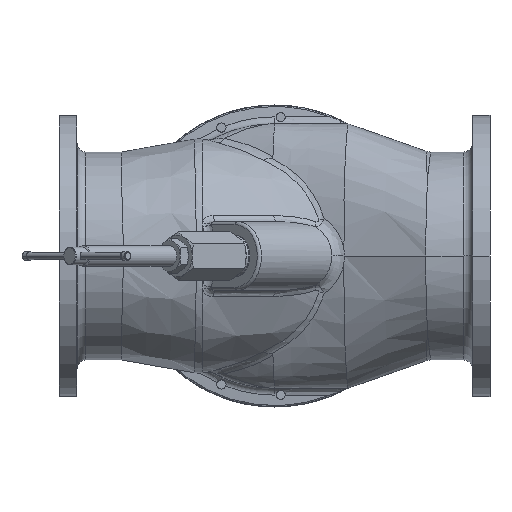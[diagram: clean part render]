
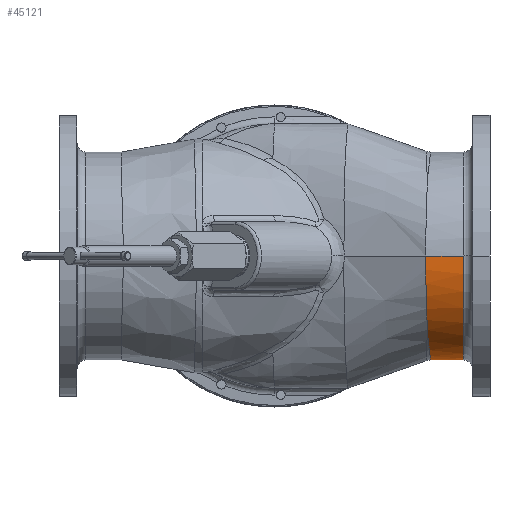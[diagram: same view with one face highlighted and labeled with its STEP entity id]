
A CAD part, front view. The second image highlights one B-rep face of the part: STEP entity #45121.
In plain terms, the highlighted cylindrical face has radius 220.675 mm (diameter 441.35 mm), a partial arc.
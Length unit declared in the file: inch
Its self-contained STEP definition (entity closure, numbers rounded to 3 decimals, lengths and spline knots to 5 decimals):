
#4251=DIRECTION('',(1.,0.,0.));
#4252=VECTOR('',#4251,3.14359);
#4253=CARTESIAN_POINT('',(12.62869,-8.688,0.));
#4254=LINE('',#4253,#4252);
#16551=CARTESIAN_POINT('',(12.62869,-8.688,0.));
#16915=CARTESIAN_POINT('',(12.62869,-8.688,0.));
#16916=CARTESIAN_POINT('',(12.62869,-8.688,-0.07206));
#16917=CARTESIAN_POINT('',(12.62885,-8.68621,
-0.2162));
#16918=CARTESIAN_POINT('',(12.62952,-8.67813,
-0.43246));
#16919=CARTESIAN_POINT('',(12.63058,-8.66467,
-0.64847));
#16920=CARTESIAN_POINT('',(12.63198,-8.64581,
-0.86423));
#16921=CARTESIAN_POINT('',(12.6337,-8.62159,
-1.07946));
#16922=CARTESIAN_POINT('',(12.6357,-8.59199,
-1.29407));
#16923=CARTESIAN_POINT('',(12.63796,-8.55705,
-1.50793));
#16924=CARTESIAN_POINT('',(12.64047,-8.51679,
-1.72082));
#16925=CARTESIAN_POINT('',(12.64321,-8.47122,
-1.93271));
#16926=CARTESIAN_POINT('',(12.64618,-8.4204,
-2.14335));
#16927=CARTESIAN_POINT('',(12.64938,-8.36432,
-2.35268));
#16928=CARTESIAN_POINT('',(12.65284,-8.30306,
-2.56051));
#16929=CARTESIAN_POINT('',(12.65655,-8.23665,
-2.76669));
#16930=CARTESIAN_POINT('',(12.66058,-8.16514,
-2.97112));
#16931=CARTESIAN_POINT('',(12.66494,-8.0886,
-3.17356));
#16932=CARTESIAN_POINT('',(12.66974,-8.00704,
-3.37405));
#16933=CARTESIAN_POINT('',(12.675,-7.92053,
-3.57241));
#16934=CARTESIAN_POINT('',(12.68066,-7.82905,
-3.76867));
#16935=CARTESIAN_POINT('',(12.68663,-7.73268,
-3.96265));
#16936=CARTESIAN_POINT('',(12.69287,-7.63143,
-4.15432));
#16937=CARTESIAN_POINT('',(12.69929,-7.52539,
-4.34344));
#16938=CARTESIAN_POINT('',(12.70581,-7.41464,
-4.52991));
#16939=CARTESIAN_POINT('',(12.71237,-7.29927,
-4.71356));
#16940=CARTESIAN_POINT('',(12.71886,-7.17939,
-4.89422));
#16941=CARTESIAN_POINT('',(12.72516,-7.05509,
-5.07176));
#16942=CARTESIAN_POINT('',(12.73116,-6.92656,
-5.24593));
#16943=CARTESIAN_POINT('',(12.73674,-6.79389,
-5.41663));
#16944=CARTESIAN_POINT('',(12.74176,-6.6572,
-5.58377));
#16945=CARTESIAN_POINT('',(12.74613,-6.51703,
-5.74673));
#16946=CARTESIAN_POINT('',(12.74936,-6.3748,
-5.90407));
#16947=CARTESIAN_POINT('',(12.75198,-6.23137,
-6.05521));
#16948=CARTESIAN_POINT('',(12.74915,-6.13644,
-6.15058));
#16949=CARTESIAN_POINT('',(12.74999,-6.08913,
-6.19708));
#16951=CARTESIAN_POINT('',(15.77228,0.,0.));
#16952=DIRECTION('',(1.,0.,0.));
#16953=DIRECTION('',(0.,-1.,0.));
#16954=AXIS2_PLACEMENT_3D('',#16951,#16952,#16953);
#16956=DIRECTION('',(1.,0.,0.));
#16957=VECTOR('',#16956,2.73398);
#16958=CARTESIAN_POINT('',(13.0383,0.,
-8.688));
#16959=LINE('',#16958,#16957);
#16960=CARTESIAN_POINT('',(12.74999,-6.08913,
-6.19708));
#16961=CARTESIAN_POINT('',(12.75477,-6.0387,
-6.24661));
#16962=CARTESIAN_POINT('',(12.76425,-5.93672,
-6.34443));
#16963=CARTESIAN_POINT('',(12.77829,-5.78041,
-6.48715));
#16964=CARTESIAN_POINT('',(12.79217,-5.62065,
-6.62605));
#16965=CARTESIAN_POINT('',(12.80592,-5.45759,
-6.76099));
#16966=CARTESIAN_POINT('',(12.81956,-5.29132,
-6.89189));
#16967=CARTESIAN_POINT('',(12.8331,-5.12192,
-7.0187));
#16968=CARTESIAN_POINT('',(12.84659,-4.9495,
-7.14134));
#16969=CARTESIAN_POINT('',(12.86001,-4.77416,
-7.25973));
#16970=CARTESIAN_POINT('',(12.87326,-4.59604,
-7.37378));
#16971=CARTESIAN_POINT('',(12.88629,-4.41529,
-7.48341));
#16972=CARTESIAN_POINT('',(12.89901,-4.23205,
-7.58854));
#16973=CARTESIAN_POINT('',(12.91137,-4.04642,
-7.68913));
#16974=CARTESIAN_POINT('',(12.92328,-3.85855,
-7.7851));
#16975=CARTESIAN_POINT('',(12.93469,-3.66853,
-7.87642));
#16976=CARTESIAN_POINT('',(12.94558,-3.47645,
-7.96307));
#16977=CARTESIAN_POINT('',(12.95593,-3.28239,
-8.045));
#16978=CARTESIAN_POINT('',(12.96571,-3.08644,
-8.12219));
#16979=CARTESIAN_POINT('',(12.9749,-2.88873,
-8.19459));
#16980=CARTESIAN_POINT('',(12.98346,-2.68939,
-8.26216));
#16981=CARTESIAN_POINT('',(12.9914,-2.48853,
-8.32486));
#16982=CARTESIAN_POINT('',(12.99872,-2.28621,
-8.38268));
#16983=CARTESIAN_POINT('',(13.00543,-2.0825,
-8.4356));
#16984=CARTESIAN_POINT('',(13.01154,-1.87754,
-8.48357));
#16985=CARTESIAN_POINT('',(13.01705,-1.6715,
-8.52656));
#16986=CARTESIAN_POINT('',(13.02196,-1.46451,
-8.56454));
#16987=CARTESIAN_POINT('',(13.02625,-1.2567,
-8.59749));
#16988=CARTESIAN_POINT('',(13.02992,-1.04822,
-8.62539));
#16989=CARTESIAN_POINT('',(13.03294,-0.83917,-8.64823));
#16990=CARTESIAN_POINT('',(13.03531,-0.62969,
-8.666));
#16991=CARTESIAN_POINT('',(13.03702,-0.41992,
-8.67869));
#16992=CARTESIAN_POINT('',(13.03806,-0.20997,
-8.68631));
#16993=CARTESIAN_POINT('',(13.0383,-0.06998,
-8.688));
#16994=CARTESIAN_POINT('',(13.0383,0.,-8.688));
#24872=VERTEX_POINT('',#16551);
#25014=CARTESIAN_POINT('',(15.77228,-8.688,0.));
#25015=CARTESIAN_POINT('',(15.77228,0.,-8.688));
#25016=VERTEX_POINT('',#25014);
#25017=VERTEX_POINT('',#25015);
#25031=VERTEX_POINT('',#16949);
#25035=CARTESIAN_POINT('',(13.0383,0.,
-8.688));
#25036=VERTEX_POINT('',#25035);
#45107=CARTESIAN_POINT('',(15.547,0.,0.));
#45108=DIRECTION('',(1.,0.,0.));
#45109=DIRECTION('',(0.,-1.,0.));
#45110=AXIS2_PLACEMENT_3D('',#45107,#45108,#45109);
#45111=CYLINDRICAL_SURFACE('',#45110,8.688);
#45112=ORIENTED_EDGE('',*,*,#45095,.F.);
#45113=ORIENTED_EDGE('',*,*,#29189,.T.);
#45115=ORIENTED_EDGE('',*,*,#45114,.T.);
#45116=ORIENTED_EDGE('',*,*,#29185,.F.);
#45118=ORIENTED_EDGE('',*,*,#45117,.F.);
#45119=EDGE_LOOP('',(#45112,#45113,#45115,#45116,#45118));
#45120=FACE_OUTER_BOUND('',#45119,.F.);
#16950=B_SPLINE_CURVE_WITH_KNOTS('',3,(#16915,#16916,#16917,#16918,#16919,
#16920,#16921,#16922,#16923,#16924,#16925,#16926,#16927,#16928,#16929,#16930,
#16931,#16932,#16933,#16934,#16935,#16936,#16937,#16938,#16939,#16940,#16941,
#16942,#16943,#16944,#16945,#16946,#16947,#16948,#16949),.UNSPECIFIED.,.F.,.F.,(
4,1,1,1,1,1,1,1,1,1,1,1,1,1,1,1,1,1,1,1,1,1,1,1,1,1,1,1,1,1,1,1,4),(0.,
0.03125,0.0625,0.09375,0.125,0.15625,0.1875,0.21875,0.25,0.28125,
0.3125,0.34375,0.375,0.40625,0.4375,0.46875,0.5,0.53125,
0.5625,0.59375,0.625,0.65625,0.6875,0.71875,0.75,0.78125,
0.8125,0.84375,0.875,0.90625,0.9375,0.96875,1.),.UNSPECIFIED.);
#16955=CIRCLE('',#16954,8.688);
#16995=B_SPLINE_CURVE_WITH_KNOTS('',3,(#16960,#16961,#16962,#16963,#16964,
#16965,#16966,#16967,#16968,#16969,#16970,#16971,#16972,#16973,#16974,#16975,
#16976,#16977,#16978,#16979,#16980,#16981,#16982,#16983,#16984,#16985,#16986,
#16987,#16988,#16989,#16990,#16991,#16992,#16993,#16994),.UNSPECIFIED.,.F.,.F.,(
4,1,1,1,1,1,1,1,1,1,1,1,1,1,1,1,1,1,1,1,1,1,1,1,1,1,1,1,1,1,1,1,4),(0.,
0.03125,0.0625,0.09375,0.125,0.15625,0.1875,0.21875,0.25,0.28125,
0.3125,0.34375,0.375,0.40625,0.4375,0.46875,0.5,0.53125,
0.5625,0.59375,0.625,0.65625,0.6875,0.71875,0.75,0.78125,
0.8125,0.84375,0.875,0.90625,0.9375,0.96875,1.),.UNSPECIFIED.);
#29185=EDGE_CURVE('',#25036,#25017,#16959,.T.);
#29189=EDGE_CURVE('',#24872,#25016,#4254,.T.);
#45095=EDGE_CURVE('',#24872,#25031,#16950,.T.);
#45114=EDGE_CURVE('',#25016,#25017,#16955,.T.);
#45117=EDGE_CURVE('',#25031,#25036,#16995,.T.);
#45121=ADVANCED_FACE('',(#45120),#45111,.T.);
